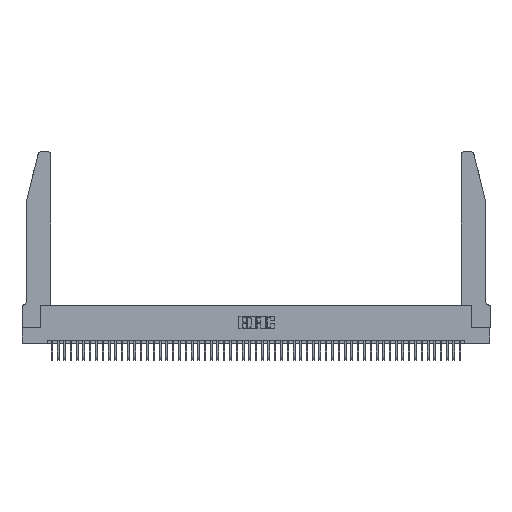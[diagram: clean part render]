
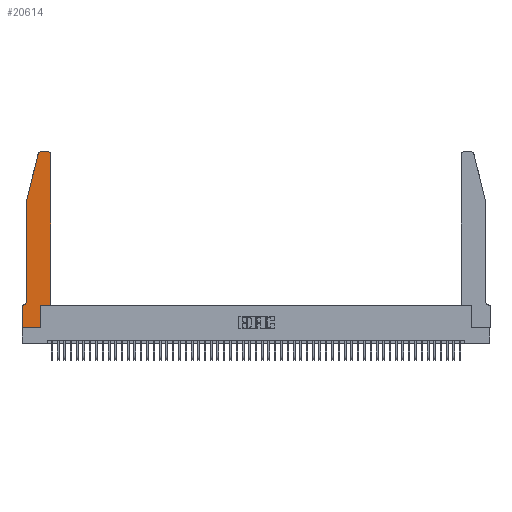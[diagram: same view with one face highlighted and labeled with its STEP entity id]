
A CAD part, top view. The second image highlights one B-rep face of the part: STEP entity #20614.
In plain terms, the highlighted planar face has unit normal (0, 0, 1).
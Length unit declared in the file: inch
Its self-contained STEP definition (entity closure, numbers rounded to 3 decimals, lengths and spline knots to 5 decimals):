
#511 = VERTEX_POINT ( 'NONE', #31338 ) ;
#1540 = DIRECTION ( 'NONE',  ( 0., 1., 0. ) ) ;
#1651 = VECTOR ( 'NONE', #6647, 39.37008 ) ;
#1656 = VERTEX_POINT ( 'NONE', #10683 ) ;
#1985 = CARTESIAN_POINT ( 'NONE',  ( 0., 0., 0.37 ) ) ;
#2217 = VECTOR ( 'NONE', #5895, 39.37008 ) ;
#2647 = CARTESIAN_POINT ( 'NONE',  ( 0.0055, 0.42, 0.37 ) ) ;
#2871 = LINE ( 'NONE', #34061, #1651 ) ;
#3491 = ORIENTED_EDGE ( 'NONE', *, *, #37668, .T. ) ;
#4013 = CARTESIAN_POINT ( 'NONE',  ( 0., 0., 0.37 ) ) ;
#4215 = EDGE_CURVE ( 'NONE', #50060, #8928, #50093, .T. ) ;
#5297 = ORIENTED_EDGE ( 'NONE', *, *, #6918, .T. ) ;
#5384 = DIRECTION ( 'NONE',  ( 0., 0., 1. ) ) ;
#5439 = EDGE_CURVE ( 'NONE', #13155, #1656, #23745, .T. ) ;
#5446 = CARTESIAN_POINT ( 'NONE',  ( 0.4505, 0.35, 0.37 ) ) ;
#5742 = CARTESIAN_POINT ( 'NONE',  ( 0.2865, 0., 0.37 ) ) ;
#5895 = DIRECTION ( 'NONE',  ( 1., 0., 0. ) ) ;
#6232 = CARTESIAN_POINT ( 'NONE',  ( 0.4205, 2.75, 0.37 ) ) ;
#6494 = CARTESIAN_POINT ( 'NONE',  ( 0.2865, 0.35, 0.37 ) ) ;
#6551 = DIRECTION ( 'NONE',  ( -1., 0., 0. ) ) ;
#6647 = DIRECTION ( 'NONE',  ( -1., 0., 0. ) ) ;
#6903 = CARTESIAN_POINT ( 'NONE',  ( 0.2865, 0.35, 0.37 ) ) ;
#6918 = EDGE_CURVE ( 'NONE', #8928, #31293, #25419, .T. ) ;
#6929 = AXIS2_PLACEMENT_3D ( 'NONE', #26151, #33977, #10519 ) ;
#7195 = LINE ( 'NONE', #6494, #34757 ) ;
#7383 = AXIS2_PLACEMENT_3D ( 'NONE', #17902, #45240, #21860 ) ;
#7425 = VECTOR ( 'NONE', #42304, 39.37008 ) ;
#7531 = CIRCLE ( 'NONE', #34248, 0.03 ) ;
#7679 = ORIENTED_EDGE ( 'NONE', *, *, #4215, .T. ) ;
#7755 = ORIENTED_EDGE ( 'NONE', *, *, #11172, .T. ) ;
#8928 = VERTEX_POINT ( 'NONE', #47287 ) ;
#10183 = EDGE_CURVE ( 'NONE', #23424, #511, #33410, .T. ) ;
#10406 = CIRCLE ( 'NONE', #7383, 0.03 ) ;
#10452 = CARTESIAN_POINT ( 'NONE',  ( 0.4505, 0.35, 0.37 ) ) ;
#10519 = DIRECTION ( 'NONE',  ( 1., 0., 0. ) ) ;
#10597 = CIRCLE ( 'NONE', #50682, 0.07 ) ;
#10683 = CARTESIAN_POINT ( 'NONE',  ( 0.284, 2.75, 0.37 ) ) ;
#11172 = EDGE_CURVE ( 'NONE', #511, #13155, #7531, .T. ) ;
#13139 = EDGE_CURVE ( 'NONE', #1656, #50060, #10406, .T. ) ;
#13155 = VERTEX_POINT ( 'NONE', #6232 ) ;
#14353 = CARTESIAN_POINT ( 'NONE',  ( 0.0755, 2., 0.37 ) ) ;
#16057 = CARTESIAN_POINT ( 'NONE',  ( 0.0055, 0.35, 0.37 ) ) ;
#16667 = LINE ( 'NONE', #46180, #7425 ) ;
#17902 = CARTESIAN_POINT ( 'NONE',  ( 0.284, 2.72, 0.37 ) ) ;
#18193 = EDGE_CURVE ( 'NONE', #41980, #36171, #16667, .T. ) ;
#18208 = CARTESIAN_POINT ( 'NONE',  ( 0.25487, 2.72718, 0.37 ) ) ;
#18234 = PLANE ( 'NONE',  #6929 ) ;
#19250 = VERTEX_POINT ( 'NONE', #6903 ) ;
#20614 = ADVANCED_FACE ( 'NONE', ( #39048 ), #18234, .T. ) ;
#20691 = ORIENTED_EDGE ( 'NONE', *, *, #5439, .T. ) ;
#21143 = ORIENTED_EDGE ( 'NONE', *, *, #47612, .T. ) ;
#21860 = DIRECTION ( 'NONE',  ( 1., 0., 0. ) ) ;
#23009 = VECTOR ( 'NONE', #1540, 39.37008 ) ;
#23424 = VERTEX_POINT ( 'NONE', #40583 ) ;
#23745 = LINE ( 'NONE', #35665, #43299 ) ;
#25419 = LINE ( 'NONE', #14353, #35772 ) ;
#26151 = CARTESIAN_POINT ( 'NONE',  ( 0., 0.35, 0.37 ) ) ;
#27867 = DIRECTION ( 'NONE',  ( -1., 0., 0. ) ) ;
#28403 = DIRECTION ( 'NONE',  ( -0.239, -0.971, 0. ) ) ;
#28885 = CARTESIAN_POINT ( 'NONE',  ( 0.4205, 2.72, 0.37 ) ) ;
#29386 = VECTOR ( 'NONE', #28403, 39.37008 ) ;
#29751 = ORIENTED_EDGE ( 'NONE', *, *, #18193, .T. ) ;
#29923 = DIRECTION ( 'NONE',  ( 0., -1., 0. ) ) ;
#30059 = DIRECTION ( 'NONE',  ( 0., 0., -1. ) ) ;
#31293 = VERTEX_POINT ( 'NONE', #45326 ) ;
#31338 = CARTESIAN_POINT ( 'NONE',  ( 0.4505, 2.72, 0.37 ) ) ;
#31354 = EDGE_CURVE ( 'NONE', #44472, #41980, #2871, .T. ) ;
#32288 = CARTESIAN_POINT ( 'NONE',  ( 0.0755, 2., 0.37 ) ) ;
#32788 = DIRECTION ( 'NONE',  ( 1., 0., 0. ) ) ;
#33410 = LINE ( 'NONE', #5446, #23009 ) ;
#33725 = VERTEX_POINT ( 'NONE', #5742 ) ;
#33977 = DIRECTION ( 'NONE',  ( 0., 0., 1. ) ) ;
#34061 = CARTESIAN_POINT ( 'NONE',  ( 0.0755, 0.35, 0.37 ) ) ;
#34100 = EDGE_CURVE ( 'NONE', #31293, #44472, #10597, .T. ) ;
#34248 = AXIS2_PLACEMENT_3D ( 'NONE', #28885, #5384, #32788 ) ;
#34757 = VECTOR ( 'NONE', #41790, 39.37008 ) ;
#35665 = CARTESIAN_POINT ( 'NONE',  ( 0.2605, 2.75, 0.37 ) ) ;
#35772 = VECTOR ( 'NONE', #29923, 39.37008 ) ;
#36171 = VERTEX_POINT ( 'NONE', #4013 ) ;
#36574 = VECTOR ( 'NONE', #37833, 39.37008 ) ;
#36728 = EDGE_LOOP ( 'NONE', ( #20691, #37164, #7679, #5297, #46218, #40532, #29751, #38348, #3491, #21143, #43866, #7755 ) ) ;
#37164 = ORIENTED_EDGE ( 'NONE', *, *, #13139, .T. ) ;
#37668 = EDGE_CURVE ( 'NONE', #33725, #19250, #7195, .T. ) ;
#37833 = DIRECTION ( 'NONE',  ( 1., 0., 0. ) ) ;
#38348 = ORIENTED_EDGE ( 'NONE', *, *, #38591, .T. ) ;
#38591 = EDGE_CURVE ( 'NONE', #36171, #33725, #43845, .T. ) ;
#39048 = FACE_OUTER_BOUND ( 'NONE', #36728, .T. ) ;
#40532 = ORIENTED_EDGE ( 'NONE', *, *, #31354, .T. ) ;
#40583 = CARTESIAN_POINT ( 'NONE',  ( 0.4505, 0.35, 0.37 ) ) ;
#40617 = CARTESIAN_POINT ( 'NONE',  ( 0., 0.35, 0.37 ) ) ;
#41790 = DIRECTION ( 'NONE',  ( 0., 1., 0. ) ) ;
#41980 = VERTEX_POINT ( 'NONE', #40617 ) ;
#42304 = DIRECTION ( 'NONE',  ( 0., -1., 0. ) ) ;
#43299 = VECTOR ( 'NONE', #27867, 39.37008 ) ;
#43845 = LINE ( 'NONE', #1985, #2217 ) ;
#43866 = ORIENTED_EDGE ( 'NONE', *, *, #10183, .T. ) ;
#44472 = VERTEX_POINT ( 'NONE', #16057 ) ;
#45240 = DIRECTION ( 'NONE',  ( 0., 0., 1. ) ) ;
#45326 = CARTESIAN_POINT ( 'NONE',  ( 0.0755, 0.42, 0.37 ) ) ;
#45732 = LINE ( 'NONE', #10452, #36574 ) ;
#46180 = CARTESIAN_POINT ( 'NONE',  ( 0., 0., 0.37 ) ) ;
#46218 = ORIENTED_EDGE ( 'NONE', *, *, #34100, .T. ) ;
#47287 = CARTESIAN_POINT ( 'NONE',  ( 0.0755, 2., 0.37 ) ) ;
#47612 = EDGE_CURVE ( 'NONE', #19250, #23424, #45732, .T. ) ;
#50060 = VERTEX_POINT ( 'NONE', #18208 ) ;
#50093 = LINE ( 'NONE', #32288, #29386 ) ;
#50682 = AXIS2_PLACEMENT_3D ( 'NONE', #2647, #30059, #6551 ) ;
